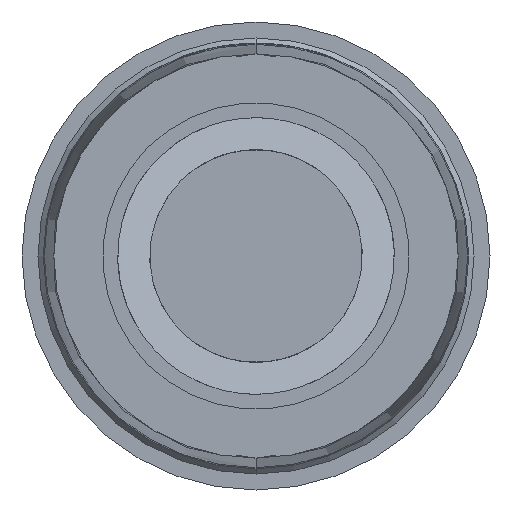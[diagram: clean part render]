
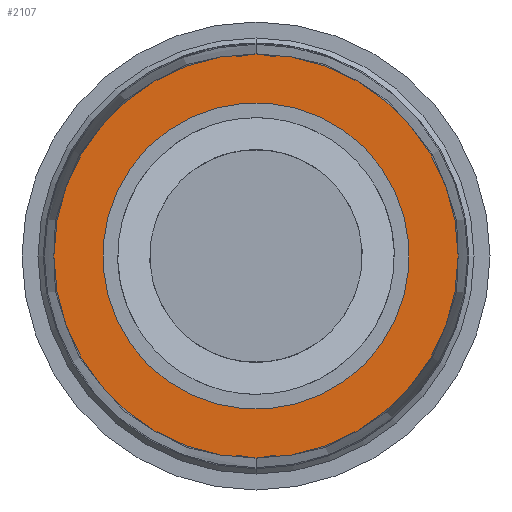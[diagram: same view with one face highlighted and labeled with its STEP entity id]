
A CAD part, front view. The second image highlights one B-rep face of the part: STEP entity #2107.
In plain terms, the highlighted planar face has unit normal (0, -1, 0).
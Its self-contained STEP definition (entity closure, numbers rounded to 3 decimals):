
#24 = ORIENTED_EDGE ( 'NONE', *, *, #698, .T. ) ;
#67 = DIRECTION ( 'NONE',  ( 0., 1., 0. ) ) ;
#194 = ORIENTED_EDGE ( 'NONE', *, *, #1555, .T. ) ;
#196 = AXIS2_PLACEMENT_3D ( 'NONE', #3548, #678, #3599 ) ;
#274 = AXIS2_PLACEMENT_3D ( 'NONE', #3484, #3206, #3185 ) ;
#287 = PLANE ( 'NONE',  #274 ) ;
#427 = VERTEX_POINT ( 'NONE', #783 ) ;
#528 = CARTESIAN_POINT ( 'NONE',  ( 0., -35.7, 0. ) ) ;
#540 = DIRECTION ( 'NONE',  ( 0., -1., 0. ) ) ;
#678 = DIRECTION ( 'NONE',  ( 0., 1., 0. ) ) ;
#698 = EDGE_CURVE ( 'Defeature ausgef�hrt2_9+Defeature ausgef�hrt2_13+Defeature ausgef�hrt2_13+Defeature ausgef�hrt2_13', #427, #870, #2478, .T. ) ;
#751 = CARTESIAN_POINT ( 'NONE',  ( -0.509, -35.7, 0.509 ) ) ;
#783 = CARTESIAN_POINT ( 'NONE',  ( 0.509, -35.7, -0.509 ) ) ;
#870 = VERTEX_POINT ( 'NONE', #751 ) ;
#1193 = DIRECTION ( 'NONE',  ( -0.707, 0., 0.707 ) ) ;
#1260 = CIRCLE ( 'NONE', #1454, 0.72 ) ;
#1287 = EDGE_LOOP ( 'NONE', ( #2657, #194 ) ) ;
#1414 = DIRECTION ( 'NONE',  ( 0., 0., -1. ) ) ;
#1454 = AXIS2_PLACEMENT_3D ( 'NONE', #2939, #67, #1193 ) ;
#1502 = CARTESIAN_POINT ( 'NONE',  ( 0., -35.7, -0.95 ) ) ;
#1555 = EDGE_CURVE ( 'Defeature ausgef�hrt2_9+Defeature ausgef�hrt2_11+Defeature ausgef�hrt2_11+Defeature ausgef�hrt2_11', #1705, #2934, #2858, .T. ) ;
#1622 = FACE_OUTER_BOUND ( 'NONE', #1287, .T. ) ;
#1705 = VERTEX_POINT ( 'NONE', #1502 ) ;
#1714 = FACE_BOUND ( 'NONE', #2407, .T. ) ;
#2107 = ADVANCED_FACE ( 'Defeature ausgef�hrt2_9', ( #1714, #1622 ), #287, .F. ) ;
#2134 = AXIS2_PLACEMENT_3D ( 'NONE', #2288, #540, #1414 ) ;
#2288 = CARTESIAN_POINT ( 'NONE',  ( 0., -35.7, 0. ) ) ;
#2320 = ORIENTED_EDGE ( 'NONE', *, *, #2689, .T. ) ;
#2407 = EDGE_LOOP ( 'NONE', ( #2320, #24 ) ) ;
#2464 = EDGE_CURVE ( 'Defeature ausgef�hrt2_9+Defeature ausgef�hrt2_11+Defeature ausgef�hrt2_11+Defeature ausgef�hrt2_11', #2934, #1705, #2981, .T. ) ;
#2478 = CIRCLE ( 'NONE', #196, 0.72 ) ;
#2657 = ORIENTED_EDGE ( 'NONE', *, *, #2464, .T. ) ;
#2689 = EDGE_CURVE ( 'Defeature ausgef�hrt2_9+Defeature ausgef�hrt2_13+Defeature ausgef�hrt2_13+Defeature ausgef�hrt2_13', #870, #427, #1260, .T. ) ;
#2858 = CIRCLE ( 'NONE', #2134, 0.95 ) ;
#2869 = AXIS2_PLACEMENT_3D ( 'NONE', #528, #3711, #3139 ) ;
#2934 = VERTEX_POINT ( 'NONE', #3330 ) ;
#2939 = CARTESIAN_POINT ( 'NONE',  ( 0., -35.7, 0. ) ) ;
#2981 = CIRCLE ( 'NONE', #2869, 0.95 ) ;
#3139 = DIRECTION ( 'NONE',  ( 0., 0., -1. ) ) ;
#3185 = DIRECTION ( 'NONE',  ( 0., 0., 1. ) ) ;
#3206 = DIRECTION ( 'NONE',  ( 0., 1., 0. ) ) ;
#3330 = CARTESIAN_POINT ( 'NONE',  ( 0., -35.7, 0.95 ) ) ;
#3484 = CARTESIAN_POINT ( 'NONE',  ( 0.995, -35.7, 0. ) ) ;
#3548 = CARTESIAN_POINT ( 'NONE',  ( 0., -35.7, 0. ) ) ;
#3599 = DIRECTION ( 'NONE',  ( -0.707, 0., 0.707 ) ) ;
#3711 = DIRECTION ( 'NONE',  ( 0., -1., 0. ) ) ;
